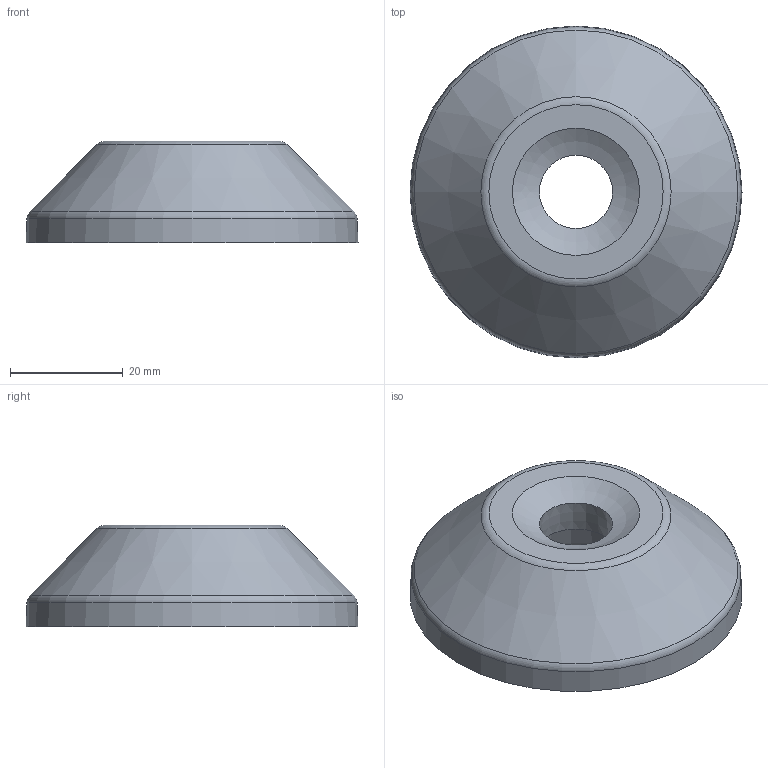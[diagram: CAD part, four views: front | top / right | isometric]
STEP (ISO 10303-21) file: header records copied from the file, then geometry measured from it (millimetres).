
FILE_DESCRIPTION(/* description */ ('Trapezteller 60 für feste Stellfüße'),/* implementation_level */ '2;1');
FILE_NAME(/* name */ '203600500 Trapezteller 60 für feste Stellfüße.stp',/* time_stamp */ '2020-01-27T16:54:30+01:00',/* author */ ('wheldmann'),/* organization */ (''),/* preprocessor_version */ 'ST-DEVELOPER v17.2',/* originating_system */ 'Autodesk Inventor 2019',/* authorisation */ ' ');
FILE_SCHEMA (('AUTOMOTIVE_DESIGN { 1 0 10303 214 3 1 1 }','AUTOMOTIVE_DESIGN { 1 0 10303 214 1 1 1 1 }'));
Length unit declared in the file: millimetre
Products named in the file (1): 203600500
Bounding box: 59 x 59 x 18 mm (x, y, z)
Volume: 23767.4 mm3; surface area: 8889.9 mm2
Topology: 1 solids, 1 shells, 14 faces, 39 edges, 29 vertices
Faces by surface type: cone 5, plane 4, torus 2, cylinder 2, sphere 1
Full cylindrical faces by diameter (mm): 29.48 x1, 50 x1
Entity records: 532 total; most frequent: DIRECTION 101, CARTESIAN_POINT 83, ORIENTED_EDGE 78, AXIS2_PLACEMENT_3D 47, EDGE_CURVE 39, CIRCLE 32, VERTEX_POINT 29, EDGE_LOOP 18
